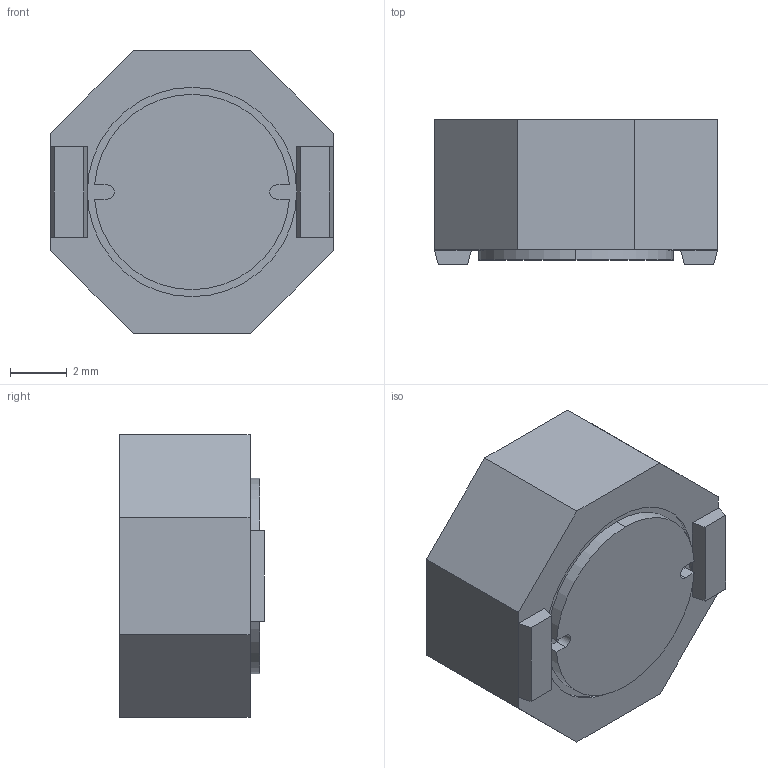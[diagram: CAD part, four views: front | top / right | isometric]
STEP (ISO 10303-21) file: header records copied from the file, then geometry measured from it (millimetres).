
FILE_DESCRIPTION (( 'STEP AP214' ), '1' );
FILE_NAME ('SRU1048-1R5Y.STEP', '2023-12-21T05:05:47', ( '' ), ( '' ), 'SwSTEP 2.0', 'SolidWorks 2021', '' );
FILE_SCHEMA (( 'AUTOMOTIVE_DESIGN' ));
Length unit declared in the file: millimetre
Products named in the file (1): SRU1048-1R5Y
Bounding box: 10 x 5.1 x 10 mm (x, y, z)
Volume: 396.2 mm3; surface area: 377.5 mm2
Topology: 7 solids, 7 shells, 116 faces, 276 edges, 184 vertices
Faces by surface type: plane 58, bspline 40, cylinder 18
Entity records: 5668 total; most frequent: CARTESIAN_POINT 3113, ORIENTED_EDGE 552, DIRECTION 386, EDGE_CURVE 276, VERTEX_POINT 184, LINE 160, VECTOR 160, EDGE_LOOP 130
